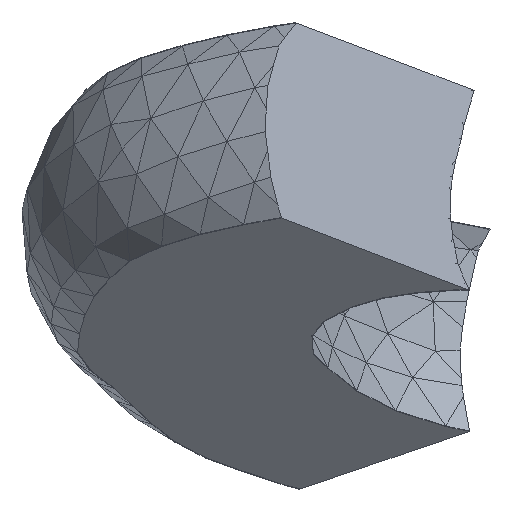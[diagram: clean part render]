
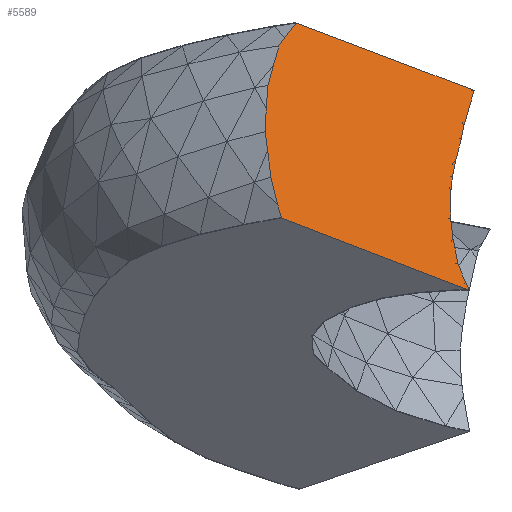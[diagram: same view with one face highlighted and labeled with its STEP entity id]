
A CAD part, front view. The second image highlights one B-rep face of the part: STEP entity #5589.
In plain terms, the highlighted planar face has unit normal (0.717, -0.653, 0.244).
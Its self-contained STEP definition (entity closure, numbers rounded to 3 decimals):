
#29=FACE_OUTER_BOUND('',#441,.T.);
#441=EDGE_LOOP('',(#3709,#3710,#3711,#3712,#3713,#3714,#3715,#3716,#3717,
#3718,#3719,#3720,#3721,#3722,#3723,#3724,#3725,#3726,#3727,#3728,#3729,
#3730,#3731,#3732,#3733,#3734));
#913=LINE('',#8180,#1702);
#938=LINE('',#8231,#1727);
#939=LINE('',#8233,#1728);
#940=LINE('',#8235,#1729);
#941=LINE('',#8237,#1730);
#942=LINE('',#8239,#1731);
#943=LINE('',#8241,#1732);
#944=LINE('',#8243,#1733);
#945=LINE('',#8245,#1734);
#946=LINE('',#8247,#1735);
#947=LINE('',#8249,#1736);
#948=LINE('',#8251,#1737);
#949=LINE('',#8253,#1738);
#950=LINE('',#8255,#1739);
#951=LINE('',#8257,#1740);
#952=LINE('',#8259,#1741);
#953=LINE('',#8261,#1742);
#954=LINE('',#8263,#1743);
#955=LINE('',#8265,#1744);
#956=LINE('',#8266,#1745);
#957=LINE('',#8268,#1746);
#958=LINE('',#8270,#1747);
#959=LINE('',#8272,#1748);
#960=LINE('',#8274,#1749);
#961=LINE('',#8276,#1750);
#962=LINE('',#8277,#1751);
#1702=VECTOR('',#6509,10.);
#1727=VECTOR('',#6544,10.);
#1728=VECTOR('',#6545,10.);
#1729=VECTOR('',#6546,10.);
#1730=VECTOR('',#6547,10.);
#1731=VECTOR('',#6548,10.);
#1732=VECTOR('',#6549,10.);
#1733=VECTOR('',#6550,10.);
#1734=VECTOR('',#6551,10.);
#1735=VECTOR('',#6552,10.);
#1736=VECTOR('',#6553,10.);
#1737=VECTOR('',#6554,10.);
#1738=VECTOR('',#6555,10.);
#1739=VECTOR('',#6556,10.);
#1740=VECTOR('',#6557,10.);
#1741=VECTOR('',#6558,10.);
#1742=VECTOR('',#6559,10.);
#1743=VECTOR('',#6560,10.);
#1744=VECTOR('',#6561,10.);
#1745=VECTOR('',#6562,10.);
#1746=VECTOR('',#6563,10.);
#1747=VECTOR('',#6564,10.);
#1748=VECTOR('',#6565,10.);
#1749=VECTOR('',#6566,10.);
#1750=VECTOR('',#6567,10.);
#1751=VECTOR('',#6568,10.);
#2482=VERTEX_POINT('',#8177);
#2483=VERTEX_POINT('',#8179);
#2503=VERTEX_POINT('',#8229);
#2504=VERTEX_POINT('',#8230);
#2505=VERTEX_POINT('',#8232);
#2506=VERTEX_POINT('',#8234);
#2507=VERTEX_POINT('',#8236);
#2508=VERTEX_POINT('',#8238);
#2509=VERTEX_POINT('',#8240);
#2510=VERTEX_POINT('',#8242);
#2511=VERTEX_POINT('',#8244);
#2512=VERTEX_POINT('',#8246);
#2513=VERTEX_POINT('',#8248);
#2514=VERTEX_POINT('',#8250);
#2515=VERTEX_POINT('',#8252);
#2516=VERTEX_POINT('',#8254);
#2517=VERTEX_POINT('',#8256);
#2518=VERTEX_POINT('',#8258);
#2519=VERTEX_POINT('',#8260);
#2520=VERTEX_POINT('',#8262);
#2521=VERTEX_POINT('',#8264);
#2522=VERTEX_POINT('',#8267);
#2523=VERTEX_POINT('',#8269);
#2524=VERTEX_POINT('',#8271);
#2525=VERTEX_POINT('',#8273);
#2526=VERTEX_POINT('',#8275);
#2870=EDGE_CURVE('',#2482,#2483,#913,.T.);
#2895=EDGE_CURVE('',#2503,#2504,#938,.T.);
#2896=EDGE_CURVE('',#2505,#2503,#939,.T.);
#2897=EDGE_CURVE('',#2506,#2505,#940,.T.);
#2898=EDGE_CURVE('',#2507,#2506,#941,.T.);
#2899=EDGE_CURVE('',#2508,#2507,#942,.T.);
#2900=EDGE_CURVE('',#2509,#2508,#943,.T.);
#2901=EDGE_CURVE('',#2510,#2509,#944,.T.);
#2902=EDGE_CURVE('',#2511,#2510,#945,.T.);
#2903=EDGE_CURVE('',#2512,#2511,#946,.T.);
#2904=EDGE_CURVE('',#2513,#2512,#947,.T.);
#2905=EDGE_CURVE('',#2514,#2513,#948,.T.);
#2906=EDGE_CURVE('',#2515,#2514,#949,.T.);
#2907=EDGE_CURVE('',#2516,#2515,#950,.T.);
#2908=EDGE_CURVE('',#2517,#2516,#951,.T.);
#2909=EDGE_CURVE('',#2518,#2517,#952,.T.);
#2910=EDGE_CURVE('',#2519,#2518,#953,.T.);
#2911=EDGE_CURVE('',#2520,#2519,#954,.T.);
#2912=EDGE_CURVE('',#2521,#2520,#955,.T.);
#2913=EDGE_CURVE('',#2483,#2521,#956,.T.);
#2914=EDGE_CURVE('',#2522,#2482,#957,.T.);
#2915=EDGE_CURVE('',#2523,#2522,#958,.T.);
#2916=EDGE_CURVE('',#2524,#2523,#959,.T.);
#2917=EDGE_CURVE('',#2525,#2524,#960,.T.);
#2918=EDGE_CURVE('',#2526,#2525,#961,.T.);
#2919=EDGE_CURVE('',#2504,#2526,#962,.T.);
#3709=ORIENTED_EDGE('',*,*,#2895,.F.);
#3710=ORIENTED_EDGE('',*,*,#2896,.F.);
#3711=ORIENTED_EDGE('',*,*,#2897,.F.);
#3712=ORIENTED_EDGE('',*,*,#2898,.F.);
#3713=ORIENTED_EDGE('',*,*,#2899,.F.);
#3714=ORIENTED_EDGE('',*,*,#2900,.F.);
#3715=ORIENTED_EDGE('',*,*,#2901,.F.);
#3716=ORIENTED_EDGE('',*,*,#2902,.F.);
#3717=ORIENTED_EDGE('',*,*,#2903,.F.);
#3718=ORIENTED_EDGE('',*,*,#2904,.F.);
#3719=ORIENTED_EDGE('',*,*,#2905,.F.);
#3720=ORIENTED_EDGE('',*,*,#2906,.F.);
#3721=ORIENTED_EDGE('',*,*,#2907,.F.);
#3722=ORIENTED_EDGE('',*,*,#2908,.F.);
#3723=ORIENTED_EDGE('',*,*,#2909,.F.);
#3724=ORIENTED_EDGE('',*,*,#2910,.F.);
#3725=ORIENTED_EDGE('',*,*,#2911,.F.);
#3726=ORIENTED_EDGE('',*,*,#2912,.F.);
#3727=ORIENTED_EDGE('',*,*,#2913,.F.);
#3728=ORIENTED_EDGE('',*,*,#2870,.F.);
#3729=ORIENTED_EDGE('',*,*,#2914,.F.);
#3730=ORIENTED_EDGE('',*,*,#2915,.F.);
#3731=ORIENTED_EDGE('',*,*,#2916,.F.);
#3732=ORIENTED_EDGE('',*,*,#2917,.F.);
#3733=ORIENTED_EDGE('',*,*,#2918,.F.);
#3734=ORIENTED_EDGE('',*,*,#2919,.F.);
#5177=PLANE('',#6015);
#5589=ADVANCED_FACE('',(#29),#5177,.F.);
#6015=AXIS2_PLACEMENT_3D('',#8228,#6542,#6543);
#6509=DIRECTION('',(0.698,0.666,-0.265));
#6542=DIRECTION('center_axis',(-0.716,0.653,-0.244));
#6543=DIRECTION('ref_axis',(-0.323,0.,0.947));
#6544=DIRECTION('',(0.04,0.388,0.921));
#6545=DIRECTION('',(-0.12,0.229,0.966));
#6546=DIRECTION('',(-0.121,0.228,0.966));
#6547=DIRECTION('',(-0.236,0.102,0.966));
#6548=DIRECTION('',(-0.283,0.048,0.958));
#6549=DIRECTION('',(0.013,0.363,0.932));
#6550=DIRECTION('',(-0.697,-0.664,0.269));
#6551=DIRECTION('',(-0.013,-0.363,-0.932));
#6552=DIRECTION('',(0.451,0.167,-0.877));
#6553=DIRECTION('',(0.374,0.064,-0.925));
#6554=DIRECTION('',(0.192,-0.151,-0.97));
#6555=DIRECTION('',(0.11,-0.239,-0.965));
#6556=DIRECTION('',(-0.01,-0.36,-0.933));
#6557=DIRECTION('',(-0.094,-0.437,-0.894));
#6558=DIRECTION('',(-0.171,-0.504,-0.846));
#6559=DIRECTION('',(-0.216,-0.54,-0.813));
#6560=DIRECTION('',(-0.163,-0.497,-0.852));
#6561=DIRECTION('',(-0.234,-0.555,-0.798));
#6562=DIRECTION('',(-0.025,-0.374,-0.927));
#6563=DIRECTION('',(0.017,0.367,0.93));
#6564=DIRECTION('',(0.436,0.693,0.574));
#6565=DIRECTION('',(0.421,0.684,0.596));
#6566=DIRECTION('',(0.229,0.551,0.802));
#6567=DIRECTION('',(0.221,0.545,0.809));
#6568=DIRECTION('',(0.065,0.411,0.909));
#8177=CARTESIAN_POINT('',(-13.355,70.59,951.716));
#8179=CARTESIAN_POINT('',(-6.619,77.02,949.158));
#8180=CARTESIAN_POINT('',(1.952,85.2,945.902));
#8228=CARTESIAN_POINT('Origin',(1.152,82.993,942.341));
#8229=CARTESIAN_POINT('',(-14.51,67.786,947.601));
#8230=CARTESIAN_POINT('',(-14.472,68.147,948.457));
#8231=CARTESIAN_POINT('',(-14.475,68.124,948.402));
#8232=CARTESIAN_POINT('',(-14.42,67.614,946.876));
#8233=CARTESIAN_POINT('',(-14.191,67.178,945.038));
#8234=CARTESIAN_POINT('',(-14.294,67.377,945.871));
#8235=CARTESIAN_POINT('',(-14.186,67.175,945.017));
#8236=CARTESIAN_POINT('',(-14.039,67.267,944.83));
#8237=CARTESIAN_POINT('',(-13.647,67.098,943.227));
#8238=CARTESIAN_POINT('',(-13.899,67.244,944.356));
#8239=CARTESIAN_POINT('',(-13.353,67.152,942.509));
#8240=CARTESIAN_POINT('',(-13.899,67.236,944.337));
#8241=CARTESIAN_POINT('',(-13.872,67.977,946.238));
#8242=CARTESIAN_POINT('',(-6.794,74.004,941.599));
#8243=CARTESIAN_POINT('',(0.713,81.153,938.705));
#8244=CARTESIAN_POINT('',(-6.793,74.011,941.617));
#8245=CARTESIAN_POINT('',(-6.766,74.744,943.5));
#8246=CARTESIAN_POINT('',(-6.941,73.956,941.904));
#8247=CARTESIAN_POINT('',(-5.837,74.365,939.757));
#8248=CARTESIAN_POINT('',(-7.228,73.907,942.615));
#8249=CARTESIAN_POINT('',(-6.532,74.026,940.892));
#8250=CARTESIAN_POINT('',(-7.415,74.054,943.557));
#8251=CARTESIAN_POINT('',(-7.164,73.856,942.289));
#8252=CARTESIAN_POINT('',(-7.504,74.247,944.333));
#8253=CARTESIAN_POINT('',(-7.367,73.948,943.132));
#8254=CARTESIAN_POINT('',(-7.492,74.645,945.367));
#8255=CARTESIAN_POINT('',(-7.497,74.491,944.967));
#8256=CARTESIAN_POINT('',(-7.437,74.903,945.894));
#8257=CARTESIAN_POINT('',(-7.384,75.151,946.4));
#8258=CARTESIAN_POINT('',(-7.304,75.295,946.552));
#8259=CARTESIAN_POINT('',(-7.065,75.996,947.728));
#8260=CARTESIAN_POINT('',(-7.098,75.811,947.329));
#8261=CARTESIAN_POINT('',(-6.957,76.165,947.862));
#8262=CARTESIAN_POINT('',(-7.001,76.108,947.837));
#8263=CARTESIAN_POINT('',(-7.062,75.919,947.514));
#8264=CARTESIAN_POINT('',(-6.619,77.012,949.139));
#8265=CARTESIAN_POINT('',(-6.904,76.336,948.166));
#8266=CARTESIAN_POINT('',(-6.667,76.293,947.353));
#8267=CARTESIAN_POINT('',(-13.355,70.583,951.698));
#8268=CARTESIAN_POINT('',(-13.389,69.864,949.872));
#8269=CARTESIAN_POINT('',(-13.77,69.924,951.152));
#8270=CARTESIAN_POINT('',(-11.321,73.814,954.377));
#8271=CARTESIAN_POINT('',(-13.992,69.563,950.837));
#8272=CARTESIAN_POINT('',(-11.862,73.027,953.856));
#8273=CARTESIAN_POINT('',(-14.201,69.06,950.104));
#8274=CARTESIAN_POINT('',(-13.751,70.143,951.682));
#8275=CARTESIAN_POINT('',(-14.409,68.547,949.342));
#8276=CARTESIAN_POINT('',(-13.796,70.059,951.588));
#8277=CARTESIAN_POINT('',(-14.45,68.289,948.77));
